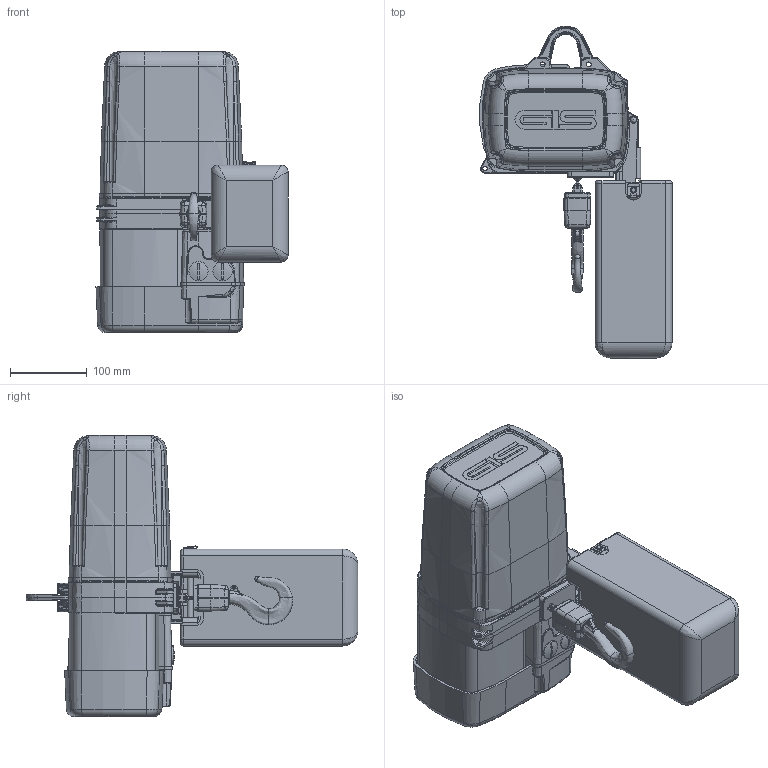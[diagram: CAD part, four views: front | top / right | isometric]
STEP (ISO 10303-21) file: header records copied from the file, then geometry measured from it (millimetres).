
FILE_DESCRIPTION(/* description */ (''),/* implementation_level */ '2;1');
FILE_NAME(/* name */ '9500.9202.L LPM250 D8, D8+ Light.stp',/* time_stamp */ '2022-03-16T13:33:06+01:00',/* author */ ('gispen'),/* organization */ (''),/* preprocessor_version */ 'ST-DEVELOPER v17.2',/* originating_system */ 'Autodesk Inventor 2019',/* authorisation */ '');
FILE_SCHEMA (('CONFIG_CONTROL_DESIGN'));
Products named in the file (1): 9500.9202.L
Bounding box: 249.51 x 431.15 x 365.07 mm (x, y, z)
Volume: 527545.5 mm3; surface area: 603755.5 mm2
Topology: 3 solids, 4 shells, 2299 faces, 5851 edges, 3491 vertices
Faces by surface type: bspline 668, cylinder 586, plane 544, torus 284, cone 161, sphere 56
Full cylindrical faces by diameter (mm): 3.2 x1, 4 x3, 5 x3, 5.8 x6, 6 x2, 6.3 x4, 6.4 x2, 7 x5, 7.5 x1, 8 x9, 8.5 x2, 10 x1, 20 x1, 25 x2
Entity records: 104664 total; most frequent: CARTESIAN_POINT 50117, ORIENTED_EDGE 11546, DIRECTION 10419, EDGE_CURVE 5775, AXIS2_PLACEMENT_3D 4258, VERTEX_POINT 3493, EDGE_LOOP 2391, STYLED_ITEM 2302
